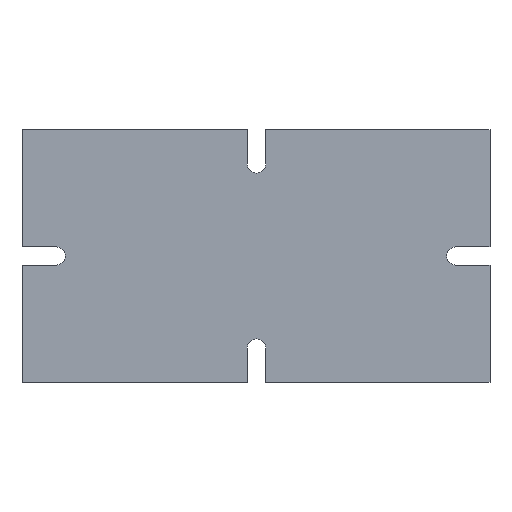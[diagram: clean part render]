
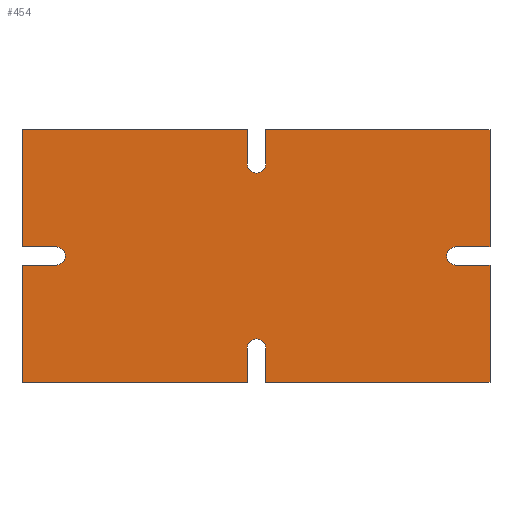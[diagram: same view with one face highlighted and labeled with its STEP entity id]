
A CAD part, front view. The second image highlights one B-rep face of the part: STEP entity #454.
In plain terms, the highlighted planar face has unit normal (0, -1, 0).
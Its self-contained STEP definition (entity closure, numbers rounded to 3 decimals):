
#37=FACE_OUTER_BOUND('',#59,.T.);
#59=EDGE_LOOP('',(#366,#367,#368,#369,#370,#371,#372,#373,#374,#375,#376,
#377,#378,#379,#380,#381,#382,#383,#384,#385));
#66=CIRCLE('',#488,2.);
#67=CIRCLE('',#494,2.);
#68=CIRCLE('',#502,2.);
#69=CIRCLE('',#506,2.);
#87=LINE('',#670,#139);
#90=LINE('',#675,#142);
#93=LINE('',#683,#145);
#95=LINE('',#687,#147);
#97=LINE('',#691,#149);
#99=LINE('',#695,#151);
#102=LINE('',#703,#154);
#104=LINE('',#707,#156);
#106=LINE('',#712,#158);
#109=LINE('',#717,#161);
#111=LINE('',#721,#163);
#112=LINE('',#724,#164);
#115=LINE('',#732,#167);
#117=LINE('',#735,#169);
#119=LINE('',#742,#171);
#120=LINE('',#743,#172);
#139=VECTOR('',#541,10.);
#142=VECTOR('',#546,10.);
#145=VECTOR('',#555,10.);
#147=VECTOR('',#559,10.);
#149=VECTOR('',#563,10.);
#151=VECTOR('',#567,10.);
#154=VECTOR('',#576,10.);
#156=VECTOR('',#580,10.);
#158=VECTOR('',#584,10.);
#161=VECTOR('',#589,10.);
#163=VECTOR('',#593,10.);
#164=VECTOR('',#596,10.);
#167=VECTOR('',#605,10.);
#169=VECTOR('',#609,10.);
#171=VECTOR('',#617,10.);
#172=VECTOR('',#618,10.);
#194=VERTEX_POINT('',#667);
#195=VERTEX_POINT('',#669);
#196=VERTEX_POINT('',#673);
#197=VERTEX_POINT('',#677);
#198=VERTEX_POINT('',#681);
#199=VERTEX_POINT('',#685);
#200=VERTEX_POINT('',#689);
#201=VERTEX_POINT('',#693);
#202=VERTEX_POINT('',#697);
#203=VERTEX_POINT('',#701);
#204=VERTEX_POINT('',#705);
#205=VERTEX_POINT('',#709);
#206=VERTEX_POINT('',#711);
#207=VERTEX_POINT('',#715);
#208=VERTEX_POINT('',#719);
#209=VERTEX_POINT('',#723);
#210=VERTEX_POINT('',#727);
#211=VERTEX_POINT('',#731);
#212=VERTEX_POINT('',#737);
#213=VERTEX_POINT('',#741);
#235=EDGE_CURVE('',#195,#194,#87,.T.);
#238=EDGE_CURVE('',#194,#196,#90,.T.);
#240=EDGE_CURVE('',#197,#196,#66,.T.);
#242=EDGE_CURVE('',#198,#197,#93,.T.);
#244=EDGE_CURVE('',#199,#198,#95,.T.);
#246=EDGE_CURVE('',#200,#199,#97,.T.);
#248=EDGE_CURVE('',#201,#200,#99,.T.);
#250=EDGE_CURVE('',#202,#201,#67,.T.);
#252=EDGE_CURVE('',#203,#202,#102,.T.);
#254=EDGE_CURVE('',#204,#203,#104,.T.);
#256=EDGE_CURVE('',#206,#205,#106,.T.);
#259=EDGE_CURVE('',#205,#207,#109,.T.);
#261=EDGE_CURVE('',#207,#208,#111,.T.);
#262=EDGE_CURVE('',#209,#206,#112,.T.);
#265=EDGE_CURVE('',#208,#210,#68,.T.);
#266=EDGE_CURVE('',#211,#195,#115,.T.);
#268=EDGE_CURVE('',#210,#211,#117,.T.);
#269=EDGE_CURVE('',#209,#212,#69,.T.);
#271=EDGE_CURVE('',#213,#204,#119,.T.);
#272=EDGE_CURVE('',#212,#213,#120,.T.);
#366=ORIENTED_EDGE('',*,*,#269,.F.);
#367=ORIENTED_EDGE('',*,*,#262,.T.);
#368=ORIENTED_EDGE('',*,*,#256,.T.);
#369=ORIENTED_EDGE('',*,*,#259,.T.);
#370=ORIENTED_EDGE('',*,*,#261,.T.);
#371=ORIENTED_EDGE('',*,*,#265,.T.);
#372=ORIENTED_EDGE('',*,*,#268,.T.);
#373=ORIENTED_EDGE('',*,*,#266,.T.);
#374=ORIENTED_EDGE('',*,*,#235,.T.);
#375=ORIENTED_EDGE('',*,*,#238,.T.);
#376=ORIENTED_EDGE('',*,*,#240,.F.);
#377=ORIENTED_EDGE('',*,*,#242,.F.);
#378=ORIENTED_EDGE('',*,*,#244,.F.);
#379=ORIENTED_EDGE('',*,*,#246,.F.);
#380=ORIENTED_EDGE('',*,*,#248,.F.);
#381=ORIENTED_EDGE('',*,*,#250,.F.);
#382=ORIENTED_EDGE('',*,*,#252,.F.);
#383=ORIENTED_EDGE('',*,*,#254,.F.);
#384=ORIENTED_EDGE('',*,*,#271,.F.);
#385=ORIENTED_EDGE('',*,*,#272,.F.);
#409=PLANE('',#507);
#454=ADVANCED_FACE('',(#37),#409,.F.);
#488=AXIS2_PLACEMENT_3D('',#679,#550,#551);
#494=AXIS2_PLACEMENT_3D('',#699,#571,#572);
#502=AXIS2_PLACEMENT_3D('',#729,#601,#602);
#506=AXIS2_PLACEMENT_3D('',#738,#612,#613);
#507=AXIS2_PLACEMENT_3D('',#740,#615,#616);
#541=DIRECTION('',(0.,0.,-1.));
#546=DIRECTION('',(1.,0.,0.));
#550=DIRECTION('center_axis',(0.,-1.,0.));
#551=DIRECTION('ref_axis',(-1.,0.,0.));
#555=DIRECTION('',(1.,0.,0.));
#559=DIRECTION('',(0.,0.,1.));
#563=DIRECTION('',(-1.,0.,0.));
#567=DIRECTION('',(0.,0.,-1.));
#571=DIRECTION('center_axis',(0.,-1.,0.));
#572=DIRECTION('ref_axis',(-1.,0.,0.));
#576=DIRECTION('',(0.,0.,1.));
#580=DIRECTION('',(-1.,0.,0.));
#584=DIRECTION('',(0.,0.,1.));
#589=DIRECTION('',(-1.,0.,0.));
#593=DIRECTION('',(0.,0.,-1.));
#596=DIRECTION('',(1.,0.,0.));
#601=DIRECTION('center_axis',(0.,1.,0.));
#602=DIRECTION('ref_axis',(-1.,0.,0.));
#605=DIRECTION('',(-1.,0.,0.));
#609=DIRECTION('',(0.,0.,1.));
#612=DIRECTION('center_axis',(0.,-1.,0.));
#613=DIRECTION('ref_axis',(-1.,0.,0.));
#615=DIRECTION('center_axis',(0.,1.,0.));
#616=DIRECTION('ref_axis',(0.,0.,1.));
#617=DIRECTION('',(0.,0.,-1.));
#618=DIRECTION('',(1.,0.,0.));
#667=CARTESIAN_POINT('',(-51.36,-2.598,2.));
#669=CARTESIAN_POINT('',(-51.36,-2.598,27.65));
#670=CARTESIAN_POINT('',(-51.36,-2.598,7.412));
#673=CARTESIAN_POINT('',(-43.86,-2.598,2.));
#675=CARTESIAN_POINT('',(-21.305,-2.598,2.));
#677=CARTESIAN_POINT('',(-43.86,-2.598,-2.));
#679=CARTESIAN_POINT('Origin',(-43.86,-2.598,0.));
#681=CARTESIAN_POINT('',(-51.36,-2.598,-2.));
#683=CARTESIAN_POINT('',(-21.305,-2.598,-2.));
#685=CARTESIAN_POINT('',(-51.36,-2.598,-27.65));
#687=CARTESIAN_POINT('',(-51.36,-2.598,-7.413));
#689=CARTESIAN_POINT('',(-2.,-2.598,-27.65));
#691=CARTESIAN_POINT('',(-0.694,-2.598,-27.65));
#693=CARTESIAN_POINT('',(-2.,-2.598,-20.15));
#695=CARTESIAN_POINT('',(-2.,-2.598,-9.944));
#697=CARTESIAN_POINT('',(2.,-2.598,-20.15));
#699=CARTESIAN_POINT('Origin',(0.,-2.598,
-20.15));
#701=CARTESIAN_POINT('',(2.,-2.598,-27.65));
#703=CARTESIAN_POINT('',(2.,-2.598,-13.825));
#705=CARTESIAN_POINT('',(51.14,-2.598,-27.65));
#707=CARTESIAN_POINT('',(0.474,-2.598,-27.65));
#709=CARTESIAN_POINT('',(51.14,-2.598,27.65));
#711=CARTESIAN_POINT('',(51.14,-2.598,2.));
#712=CARTESIAN_POINT('',(51.14,-2.598,7.412));
#715=CARTESIAN_POINT('',(2.,-2.598,27.65));
#717=CARTESIAN_POINT('',(0.474,-2.598,27.65));
#719=CARTESIAN_POINT('',(2.,-2.598,20.15));
#721=CARTESIAN_POINT('',(2.,-2.598,13.825));
#723=CARTESIAN_POINT('',(43.64,-2.598,2.));
#724=CARTESIAN_POINT('',(21.085,-2.598,2.));
#727=CARTESIAN_POINT('',(-2.,-2.598,20.15));
#729=CARTESIAN_POINT('Origin',(0.,-2.598,
20.15));
#731=CARTESIAN_POINT('',(-2.,-2.598,27.65));
#732=CARTESIAN_POINT('',(-0.694,-2.598,27.65));
#735=CARTESIAN_POINT('',(-2.,-2.598,9.944));
#737=CARTESIAN_POINT('',(43.64,-2.598,-2.));
#738=CARTESIAN_POINT('Origin',(43.64,-2.598,0.));
#740=CARTESIAN_POINT('Origin',(-0.11,-2.598,0.));
#741=CARTESIAN_POINT('',(51.14,-2.598,-2.));
#742=CARTESIAN_POINT('',(51.14,-2.598,-7.413));
#743=CARTESIAN_POINT('',(21.085,-2.598,-2.));
